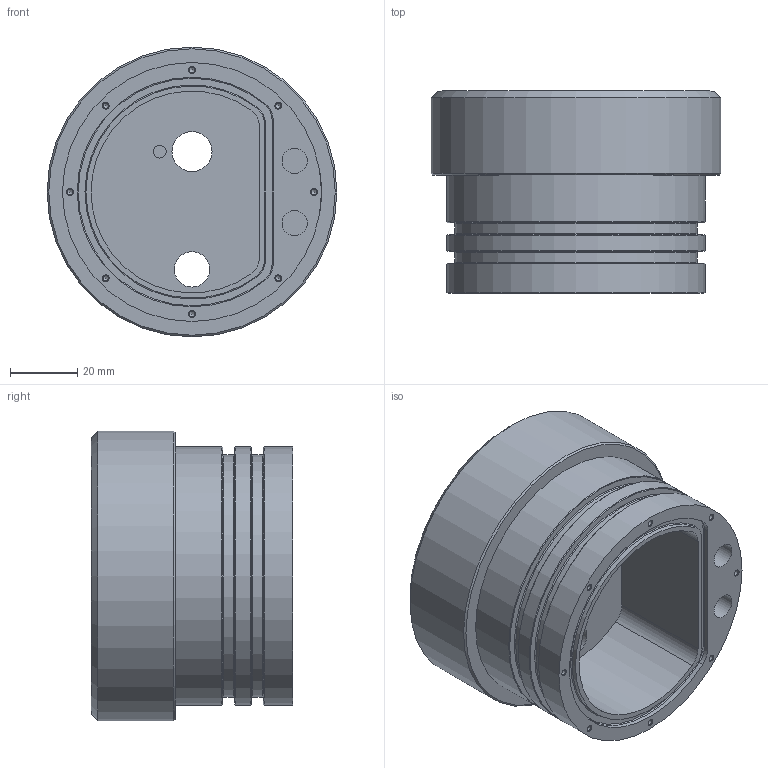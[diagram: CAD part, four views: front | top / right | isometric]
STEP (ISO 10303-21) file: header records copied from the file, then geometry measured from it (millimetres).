
FILE_DESCRIPTION(/* description */ (''),/* implementation_level */ '2;1');
FILE_NAME(/* name */ 'lid_bigger_chamfer.stp',/* time_stamp */ '2025-03-27T02:54:12+01:00',/* author */ ('Adrian'),/* organization */ (''),/* preprocessor_version */ 'ST-DEVELOPER v20',/* originating_system */ 'Autodesk Inventor 2024',/* authorisation */ '');
FILE_SCHEMA (('AUTOMOTIVE_DESIGN { 1 0 10303 214 3 1 1 }'));
Length unit declared in the file: millimetre
Products named in the file (1): lid
Bounding box: 86.1 x 60 x 86.1 mm (x, y, z)
Volume: 207185.9 mm3; surface area: 37962.7 mm2
Topology: 1 solids, 1 shells, 98 faces, 216 edges, 130 vertices
Faces by surface type: cylinder 37, cone 24, plane 19, torus 10, bspline 8
Full cylindrical faces by diameter (mm): 1.6 x8, 3.81 x1, 4.8 x1, 5.7 x1, 7.5 x2, 10.5 x1, 11.91 x1, 23 x1, 72.1 x2, 76.94 x3, 86.1 x1
Entity records: 2967 total; most frequent: CARTESIAN_POINT 765, DIRECTION 488, ORIENTED_EDGE 408, AXIS2_PLACEMENT_3D 209, EDGE_CURVE 204, VERTEX_POINT 130, EDGE_LOOP 124, CIRCLE 118
